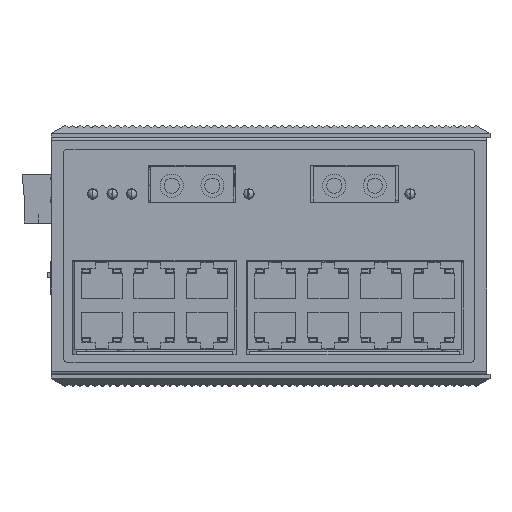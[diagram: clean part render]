
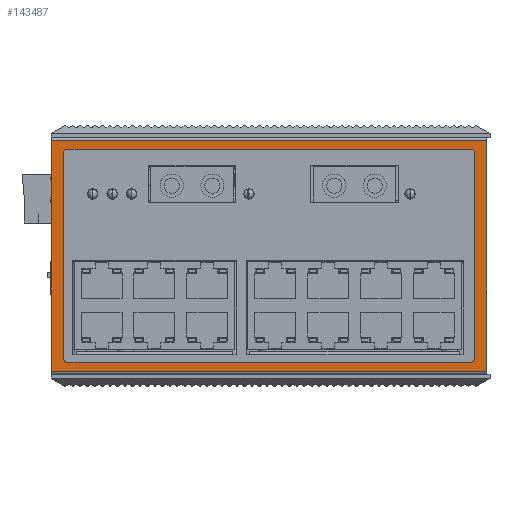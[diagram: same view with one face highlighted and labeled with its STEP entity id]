
A CAD part, top view. The second image highlights one B-rep face of the part: STEP entity #143487.
In plain terms, the highlighted face is planar.
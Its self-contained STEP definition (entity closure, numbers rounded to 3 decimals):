
#139977=DIRECTION('',(-1.,0.,0.));
#139978=VECTOR('',#139977,134.);
#139979=CARTESIAN_POINT('',(67.,-72.1,-48.5));
#139980=LINE('',#139979,#139978);
#139992=DIRECTION('',(0.,-1.,0.));
#139993=VECTOR('',#139992,71.1);
#139994=CARTESIAN_POINT('',(-67.,-1.,-48.5));
#139995=LINE('',#139994,#139993);
#139999=DIRECTION('',(0.,1.,0.));
#140000=VECTOR('',#139999,71.1);
#140001=CARTESIAN_POINT('',(67.,-72.1,-48.5));
#140002=LINE('',#140001,#140000);
#140006=DIRECTION('',(-1.,0.,0.));
#140007=VECTOR('',#140006,134.);
#140008=CARTESIAN_POINT('',(67.,-1.,-48.5));
#140009=LINE('',#140008,#140007);
#140013=DIRECTION('',(0.,-1.,0.));
#140014=VECTOR('',#140013,63.5);
#140015=CARTESIAN_POINT('',(-63.2,-4.75,-48.5));
#140016=LINE('',#140015,#140014);
#140020=CARTESIAN_POINT('',(-62.2,-4.75,-48.5));
#140021=DIRECTION('',(0.,0.,-1.));
#140022=DIRECTION('',(-1.,0.,0.));
#140023=AXIS2_PLACEMENT_3D('',#140020,#140021,#140022);
#140028=DIRECTION('',(-1.,0.,0.));
#140029=VECTOR('',#140028,124.4);
#140030=CARTESIAN_POINT('',(62.2,-3.75,-48.5));
#140031=LINE('',#140030,#140029);
#140035=CARTESIAN_POINT('',(62.2,-4.75,-48.5));
#140036=DIRECTION('',(0.,0.,-1.));
#140037=DIRECTION('',(0.,1.,0.));
#140038=AXIS2_PLACEMENT_3D('',#140035,#140036,#140037);
#140043=DIRECTION('',(0.,1.,0.));
#140044=VECTOR('',#140043,63.5);
#140045=CARTESIAN_POINT('',(63.2,-68.25,-48.5));
#140046=LINE('',#140045,#140044);
#140050=CARTESIAN_POINT('',(62.2,-68.25,-48.5));
#140051=DIRECTION('',(0.,0.,-1.));
#140052=DIRECTION('',(1.,0.,0.));
#140053=AXIS2_PLACEMENT_3D('',#140050,#140051,#140052);
#140058=DIRECTION('',(1.,0.,0.));
#140059=VECTOR('',#140058,124.4);
#140060=CARTESIAN_POINT('',(-62.2,-69.25,-48.5));
#140061=LINE('',#140060,#140059);
#140065=CARTESIAN_POINT('',(-62.2,-68.25,-48.5));
#140066=DIRECTION('',(0.,0.,-1.));
#140067=DIRECTION('',(0.,-1.,0.));
#140068=AXIS2_PLACEMENT_3D('',#140065,#140066,#140067);
#141668=CARTESIAN_POINT('',(67.,-1.,-48.5));
#141669=CARTESIAN_POINT('',(-67.,-1.,-48.5));
#141670=VERTEX_POINT('',#141668);
#141671=VERTEX_POINT('',#141669);
#141684=CARTESIAN_POINT('',(67.,-72.1,-48.5));
#141685=CARTESIAN_POINT('',(-67.,-72.1,-48.5));
#141686=VERTEX_POINT('',#141684);
#141687=VERTEX_POINT('',#141685);
#141828=CARTESIAN_POINT('',(-63.2,-4.75,-48.5));
#141829=CARTESIAN_POINT('',(-63.2,-68.25,-48.5));
#141830=VERTEX_POINT('',#141828);
#141831=VERTEX_POINT('',#141829);
#141832=CARTESIAN_POINT('',(-62.2,-69.25,-48.5));
#141833=CARTESIAN_POINT('',(62.2,-69.25,-48.5));
#141834=VERTEX_POINT('',#141832);
#141835=VERTEX_POINT('',#141833);
#141836=CARTESIAN_POINT('',(63.2,-68.25,-48.5));
#141837=CARTESIAN_POINT('',(63.2,-4.75,-48.5));
#141838=VERTEX_POINT('',#141836);
#141839=VERTEX_POINT('',#141837);
#141840=CARTESIAN_POINT('',(62.2,-3.75,-48.5));
#141841=CARTESIAN_POINT('',(-62.2,-3.75,-48.5));
#141842=VERTEX_POINT('',#141840);
#141843=VERTEX_POINT('',#141841);
#143457=CARTESIAN_POINT('',(-67.,-1.,-48.5));
#143458=DIRECTION('',(0.,0.,1.));
#143459=DIRECTION('',(-1.,0.,0.));
#143460=AXIS2_PLACEMENT_3D('',#143457,#143458,#143459);
#143461=PLANE('',#143460);
#143462=ORIENTED_EDGE('',*,*,#143387,.T.);
#143463=ORIENTED_EDGE('',*,*,#143451,.F.);
#143464=ORIENTED_EDGE('',*,*,#142540,.T.);
#143466=ORIENTED_EDGE('',*,*,#143465,.T.);
#143467=EDGE_LOOP('',(#143462,#143463,#143464,#143466));
#143468=FACE_OUTER_BOUND('',#143467,.F.);
#143470=ORIENTED_EDGE('',*,*,#143469,.F.);
#143472=ORIENTED_EDGE('',*,*,#143471,.T.);
#143474=ORIENTED_EDGE('',*,*,#143473,.F.);
#143476=ORIENTED_EDGE('',*,*,#143475,.T.);
#143478=ORIENTED_EDGE('',*,*,#143477,.F.);
#143480=ORIENTED_EDGE('',*,*,#143479,.T.);
#143482=ORIENTED_EDGE('',*,*,#143481,.F.);
#143484=ORIENTED_EDGE('',*,*,#143483,.T.);
#143485=EDGE_LOOP('',(#143470,#143472,#143474,#143476,#143478,#143480,#143482,
#143484));
#143486=FACE_BOUND('',#143485,.F.);
#140024=CIRCLE('',#140023,1.);
#140039=CIRCLE('',#140038,1.);
#140054=CIRCLE('',#140053,1.);
#140069=CIRCLE('',#140068,1.);
#142540=EDGE_CURVE('',#141686,#141670,#140002,.T.);
#143387=EDGE_CURVE('',#141671,#141687,#139995,.T.);
#143451=EDGE_CURVE('',#141686,#141687,#139980,.T.);
#143465=EDGE_CURVE('',#141670,#141671,#140009,.T.);
#143469=EDGE_CURVE('',#141830,#141831,#140016,.T.);
#143471=EDGE_CURVE('',#141830,#141843,#140024,.T.);
#143473=EDGE_CURVE('',#141842,#141843,#140031,.T.);
#143475=EDGE_CURVE('',#141842,#141839,#140039,.T.);
#143477=EDGE_CURVE('',#141838,#141839,#140046,.T.);
#143479=EDGE_CURVE('',#141838,#141835,#140054,.T.);
#143481=EDGE_CURVE('',#141834,#141835,#140061,.T.);
#143483=EDGE_CURVE('',#141834,#141831,#140069,.T.);
#143487=ADVANCED_FACE('',(#143468,#143486),#143461,.F.);
